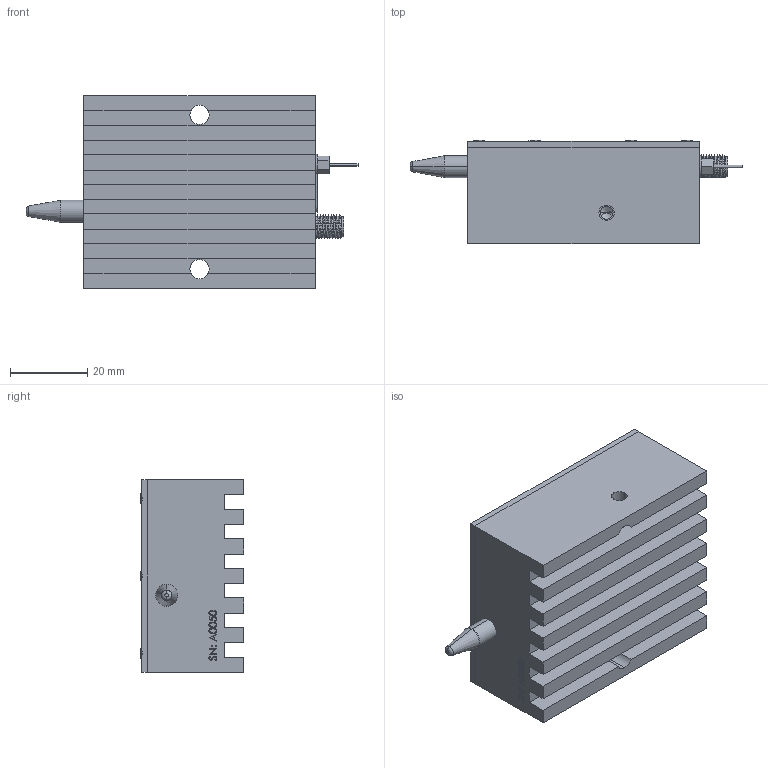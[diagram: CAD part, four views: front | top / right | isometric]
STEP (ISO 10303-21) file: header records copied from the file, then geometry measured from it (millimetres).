
FILE_DESCRIPTION (( 'STEP AP214' ), '1' );
FILE_NAME ('FPD510_071122.STEP', '2007-11-22T07:37:07', ( 'Menlo' ), ( 'Menlo' ), 'SwSTEP 2.0', 'SolidWorks 2007', '' );
FILE_SCHEMA (( 'AUTOMOTIVE_DESIGN' ));
Length unit declared in the file: millimetre
Products named in the file (8): 600470_1_FPD510-0; SW3dPS-sma bulkhead straight jack_echt; 600238_FPD510; 313600_Standard; Countersunk Raised Head Cross Recess Screw_DIN_ISO 7047 - M2.5 x 6 - Z --- 6N; PIN-Diode-Fasergekoppelt_Ohne Kabel; 316322_Pos2; FPD510_071122
Assembly tree (16 placements, depth 2):
  FPD510_071122
    Countersunk Raised Head Cross Recess Screw_DIN_ISO 7047 - M2.5 x 6 - Z --- 6N  x10
    600470_1_FPD510-0
    316322_Pos2
    SW3dPS-sma bulkhead straight jack_echt
    600238_FPD510
    313600_Standard
    PIN-Diode-Fasergekoppelt_Ohne Kabel
Bounding box: 86.1 x 26.85 x 50 mm (x, y, z)
Volume: 57775.3 mm3; surface area: 26979.1 mm2
Topology: 17 solids, 17 shells, 2472 faces, 6467 edges, 4195 vertices
Faces by surface type: plane 1317, bspline 751, cone 191, cylinder 165, torus 28, sphere 20
Entity records: 119764 total; most frequent: CARTESIAN_POINT 53696, ORIENTED_EDGE 11086, DIRECTION 7039, EDGE_CURVE 5543, VERTEX_POINT 3673, VECTOR 3599, LINE 3599, EDGE_LOOP 2338
